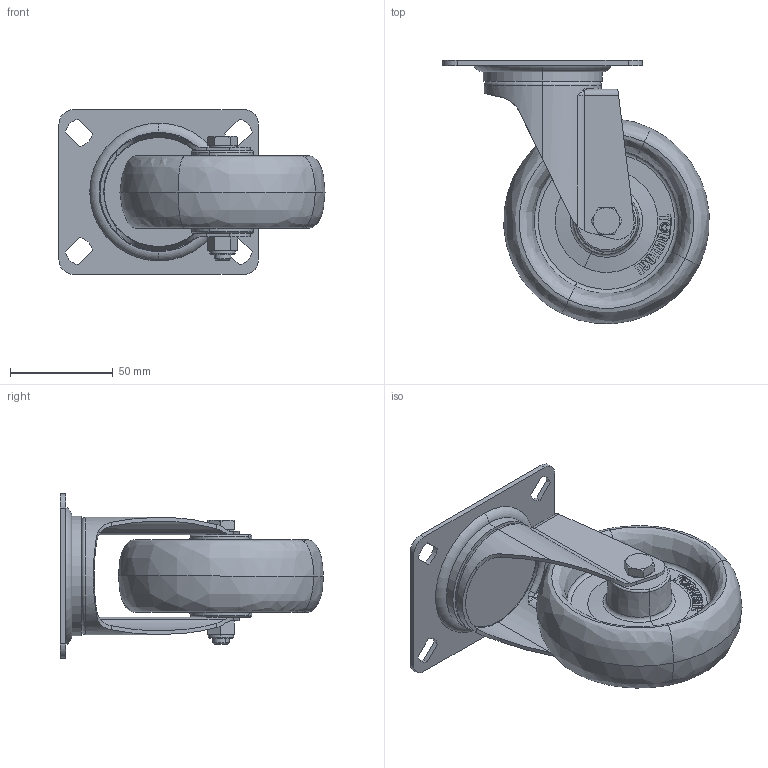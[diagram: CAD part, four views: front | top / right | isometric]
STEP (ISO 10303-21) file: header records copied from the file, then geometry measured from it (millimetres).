
FILE_DESCRIPTION (( 'STEP AP214' ), '1' );
FILE_NAME ('0022222.step', '2022-10-11T12:08:04', ( '' ), ( '' ), 'SwSTEP 2.0', 'SolidWorks 2020', '' );
FILE_SCHEMA (( 'AUTOMOTIVE_DESIGN' ));
Length unit declared in the file: millimetre
Products named in the file (1): 0022222
Bounding box: 129.35 x 127.85 x 80 mm (x, y, z)
Volume: 207597 mm3; surface area: 72383.4 mm2
Topology: 5 solids, 5 shells, 332 faces, 820 edges, 519 vertices
Faces by surface type: plane 163, bspline 57, cylinder 52, torus 42, cone 18
Entity records: 15679 total; most frequent: CARTESIAN_POINT 4389, ORIENTED_EDGE 1632, DIRECTION 1449, EDGE_CURVE 816, VERTEX_POINT 519, AXIS2_PLACEMENT_3D 497, LINE 455, VECTOR 455
